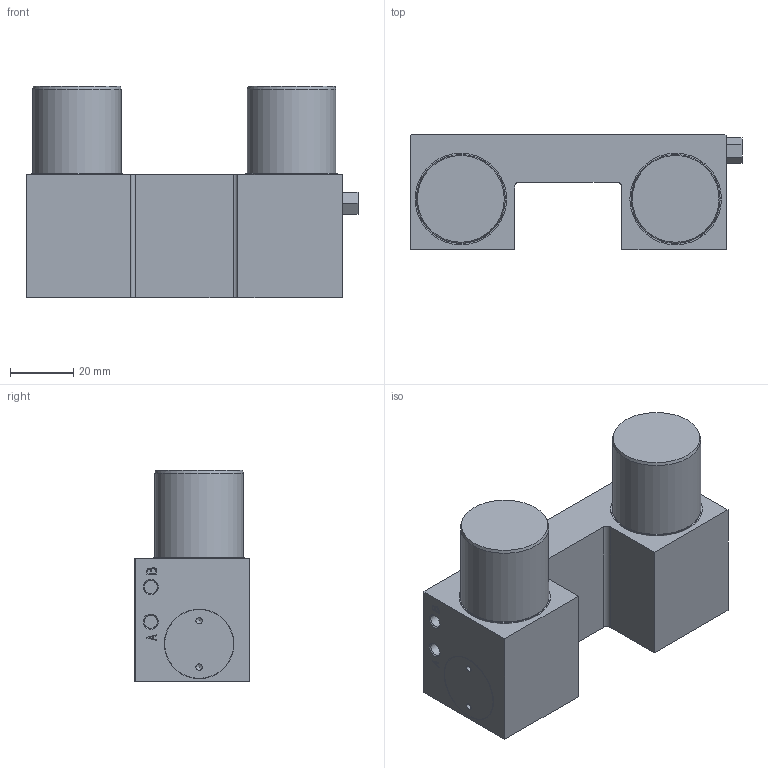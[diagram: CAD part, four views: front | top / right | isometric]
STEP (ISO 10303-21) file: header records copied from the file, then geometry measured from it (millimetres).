
FILE_DESCRIPTION(/* description */ ('Alibre Inc.'),/* implementation_level */ '2;1');
FILE_NAME(/* name */ 'export-BDCD0643-1E13-4673-85C1-0A4B364A7DE3',/* time_stamp */ '2023-07-12T11:01:20+02:00',/* author */ (''),/* organization */ (''),/* preprocessor_version */ 'ST-DEVELOPER v17',/* originating_system */ 'Alibre',/* authorisation */ '');
FILE_SCHEMA (('AUTOMOTIVE_DESIGN'));
Length unit declared in the file: millimetre
Products named in the file (4): Deckel MKS 28; Luftfilter 5 7; Gehaeuse_MKS 3501A 38; MKS3501A-PMK35-10-Ewellix(SKF)LLTH-LLTHC..LR-35
Bounding box: 105.1 x 36.5 x 67 mm (x, y, z)
Volume: 124722.8 mm3; surface area: 31735.8 mm2
Topology: 4 solids, 4 shells, 166 faces, 396 edges, 268 vertices
Faces by surface type: plane 94, cylinder 48, cone 22, torus 2
Full cylindrical faces by diameter (mm): 2 x8, 4.134 x4, 6.647 x4, 21.8 x2, 22 x2, 24 x2, 27.8 x2, 28 x4, 29 x2
Entity records: 4380 total; most frequent: CARTESIAN_POINT 748, ORIENTED_EDGE 730, DIRECTION 669, EDGE_CURVE 365, AXIS2_PLACEMENT_3D 264, VERTEX_POINT 252, VECTOR 232, LINE 232
